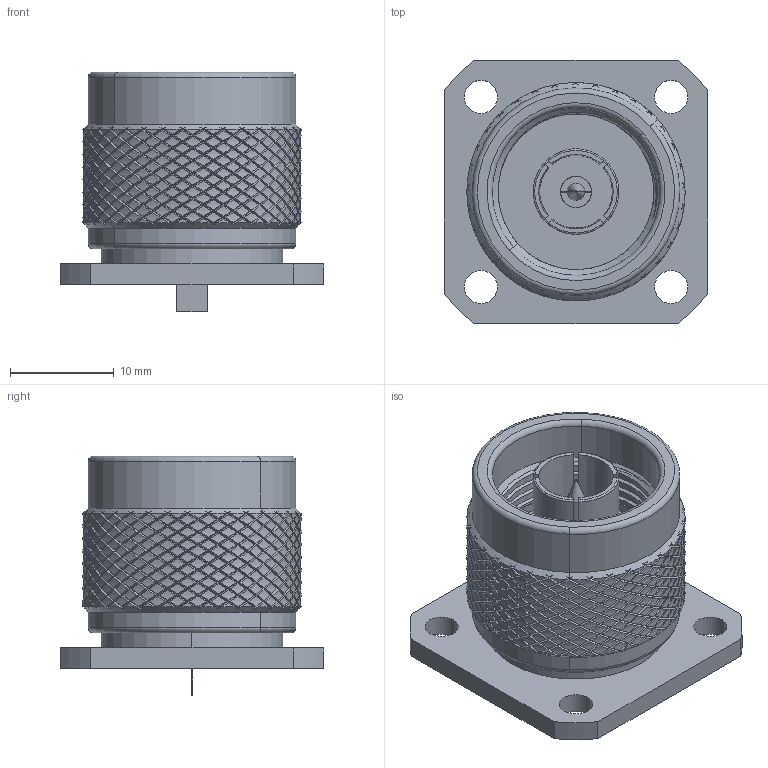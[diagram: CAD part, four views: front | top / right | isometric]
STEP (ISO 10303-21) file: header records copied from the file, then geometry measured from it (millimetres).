
FILE_DESCRIPTION (( 'STEP AP214' ), '1' );
FILE_NAME ('25-372-B3.STEP', '2025-02-25T11:42:26', ( '' ), ( '' ), 'SwSTEP 2.0', 'SolidWorks 2024', '' );
FILE_SCHEMA (( 'AUTOMOTIVE_DESIGN' ));
Length unit declared in the file: millimetre
Products named in the file (1): 25-372-B3
Bounding box: 25.4 x 25.4 x 23.05 mm (x, y, z)
Surface area: 4245 mm2 (no closed solid volume)
Topology: 0 solids, 8 shells, 2803 faces, 5934 edges, 3083 vertices
Faces by surface type: bspline 2172, cylinder 577, plane 28, cone 15, torus 11
Entity records: 149632 total; most frequent: CARTESIAN_POINT 115441, ORIENTED_EDGE 11616, EDGE_CURVE 5934, VERTEX_POINT 3083, EDGE_LOOP 2817, ADVANCED_FACE 2803, FACE_OUTER_BOUND 2803, DIRECTION 1755
